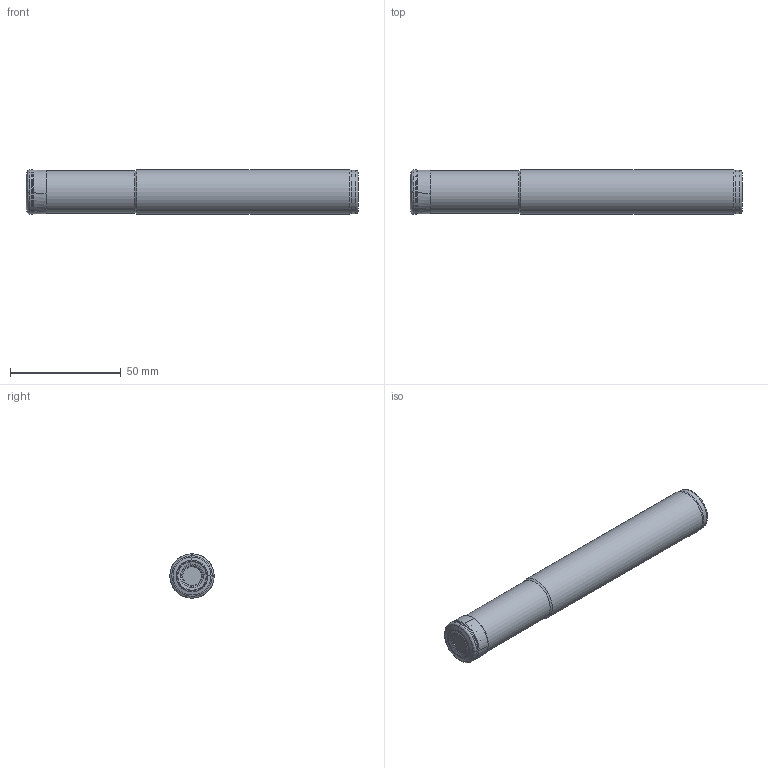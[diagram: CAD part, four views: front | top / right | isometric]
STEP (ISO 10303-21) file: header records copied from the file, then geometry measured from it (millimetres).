
FILE_DESCRIPTION(/* description */ (''),/* implementation_level */ '2;1');
FILE_NAME(/* name */ 'AHFM-EP1003-D20-C20-L150-Z04-H.stp',/* time_stamp */ '2023-10-30T17:13:04+03:00',/* author */ (''),/* organization */ (''),/* preprocessor_version */ 'ST-DEVELOPER v19.4',/* originating_system */ 'SIEMENS PLM Software NX2306.5001',/* authorisation */ '');
FILE_SCHEMA (('AUTOMOTIVE_DESIGN { 1 0 10303 214 3 1 1 1 }'));
Length unit declared in the file: millimetre
Products named in the file (1): AHFM-EP1003-D20-C20-L150-Z04-H-LIGHT_x_t_objects
Bounding box: 150 x 20 x 20 mm (x, y, z)
Volume: 47683.5 mm3; surface area: 11011.6 mm2
Topology: 2 solids, 2 shells, 61 faces, 119 edges, 60 vertices
Faces by surface type: bspline 48, revolution 5, cylinder 3, plane 2, cone 2, torus 1
Full cylindrical faces by diameter (mm): 19 x1, 19.5 x1, 20 x1
Entity records: 2100 total; most frequent: CARTESIAN_POINT 1006, ORIENTED_EDGE 216, DIRECTION 211, EDGE_CURVE 108, AXIS2_PLACEMENT_3D 89, EDGE_LOOP 72, ADVANCED_FACE 61, CIRCLE 60
